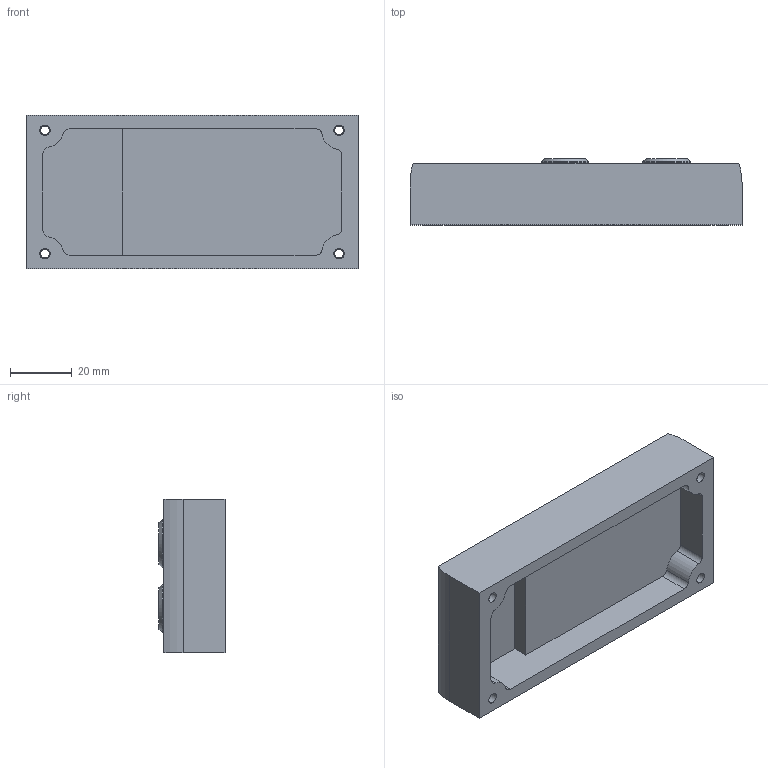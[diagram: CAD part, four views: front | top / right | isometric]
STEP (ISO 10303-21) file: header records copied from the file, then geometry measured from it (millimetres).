
FILE_DESCRIPTION(/* description */ ('STEP AP214'),/* implementation_level */ '2;1');
FILE_NAME(/* name */ '541254_CPX-AB-4-M12X2-5POL-R',/* time_stamp */ '2024-08-07T18:23:02+02:00',/* author */ ('License CC BY-ND 4.0'),/* organization */ ('CADENAS'),/* preprocessor_version */ 'ST-DEVELOPER v19.3',/* originating_system */ 'PARTsolutions',/* authorisation */ ' ');
FILE_SCHEMA (('AUTOMOTIVE_DESIGN {1 0 10303 214 3 1 1}'));
Length unit declared in the file: millimetre
Products named in the file (1): 541254 CPX-AB-4-M12X2-5POL-R
Bounding box: 107.6 x 21.4 x 49.7 mm (x, y, z)
Volume: 61003 mm3; surface area: 24304.9 mm2
Topology: 1 solids, 1 shells, 168 faces, 324 edges, 208 vertices
Faces by surface type: cylinder 82, plane 66, cone 16, torus 4
Full cylindrical faces by diameter (mm): 1.5 x20, 2.8 x4, 3.4 x8, 7.5 x4, 10.917 x4, 11.92 x4, 12.5 x4, 15.4 x4
Entity records: 4002 total; most frequent: DIRECTION 770, CARTESIAN_POINT 629, ORIENTED_EDGE 504, AXIS2_PLACEMENT_3D 349, EDGE_LOOP 298, FACE_BOUND 298, EDGE_CURVE 252, VERTEX_POINT 208
